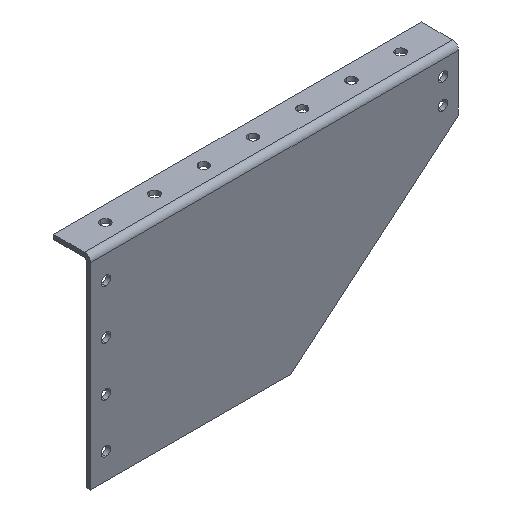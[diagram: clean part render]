
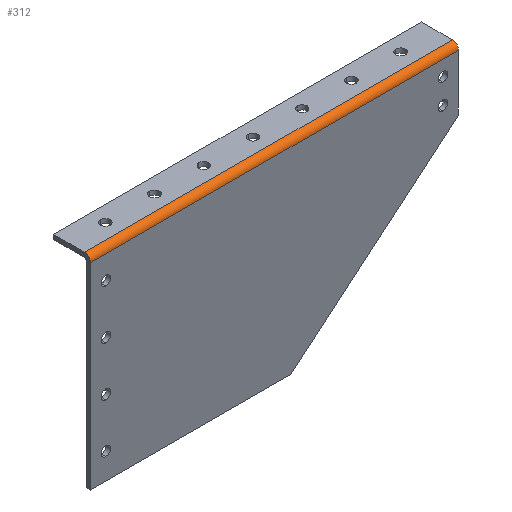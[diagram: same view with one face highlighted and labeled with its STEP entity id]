
A CAD part, isometric view. The second image highlights one B-rep face of the part: STEP entity #312.
In plain terms, the highlighted cylindrical face has radius 3.113 mm (diameter 6.226 mm), a partial arc.
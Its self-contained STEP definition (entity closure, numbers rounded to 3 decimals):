
#24 = DIRECTION ( 'NONE',  ( 0., 0., -1. ) ) ;
#192 = ORIENTED_EDGE ( 'NONE', *, *, #1205, .F. ) ;
#275 = AXIS2_PLACEMENT_3D ( 'NONE', #1033, #485, #1364 ) ;
#312 = ADVANCED_FACE ( 'NONE', ( #912 ), #1371, .T. ) ;
#335 = VERTEX_POINT ( 'NONE', #746 ) ;
#376 = DIRECTION ( 'NONE',  ( 1., 0., 0. ) ) ;
#381 = DIRECTION ( 'NONE',  ( 0., 0., -1. ) ) ;
#396 = CARTESIAN_POINT ( 'NONE',  ( 0., 0.813, 82.977 ) ) ;
#485 = DIRECTION ( 'NONE',  ( 1., 0., 0. ) ) ;
#487 = VERTEX_POINT ( 'NONE', #944 ) ;
#495 = LINE ( 'NONE', #396, #712 ) ;
#502 = DIRECTION ( 'NONE',  ( -1., 0., 0. ) ) ;
#567 = ORIENTED_EDGE ( 'NONE', *, *, #1427, .F. ) ;
#607 = CARTESIAN_POINT ( 'NONE',  ( 106.398, 0.813, 79.864 ) ) ;
#661 = VECTOR ( 'NONE', #502, 1000. ) ;
#668 = EDGE_CURVE ( 'NONE', #335, #1307, #495, .T. ) ;
#682 = ORIENTED_EDGE ( 'NONE', *, *, #773, .F. ) ;
#702 = DIRECTION ( 'NONE',  ( -1., 0., 0. ) ) ;
#712 = VECTOR ( 'NONE', #909, 1000. ) ;
#746 = CARTESIAN_POINT ( 'NONE',  ( -83.459, 0.813, 82.977 ) ) ;
#773 = EDGE_CURVE ( 'NONE', #1307, #1143, #862, .T. ) ;
#820 = CIRCLE ( 'NONE', #907, 3.113 ) ;
#862 = CIRCLE ( 'NONE', #1419, 3.113 ) ;
#872 = CARTESIAN_POINT ( 'NONE',  ( 106.398, 0.813, 82.977 ) ) ;
#880 = CARTESIAN_POINT ( 'NONE',  ( 106.398, -2.3, 79.864 ) ) ;
#907 = AXIS2_PLACEMENT_3D ( 'NONE', #1025, #702, #24 ) ;
#909 = DIRECTION ( 'NONE',  ( 1., 0., 0. ) ) ;
#912 = FACE_OUTER_BOUND ( 'NONE', #1155, .T. ) ;
#944 = CARTESIAN_POINT ( 'NONE',  ( -83.459, -2.3, 79.864 ) ) ;
#952 = ORIENTED_EDGE ( 'NONE', *, *, #668, .F. ) ;
#1025 = CARTESIAN_POINT ( 'NONE',  ( -83.459, 0.813, 79.864 ) ) ;
#1033 = CARTESIAN_POINT ( 'NONE',  ( 106.398, 0.813, 79.864 ) ) ;
#1143 = VERTEX_POINT ( 'NONE', #1148 ) ;
#1148 = CARTESIAN_POINT ( 'NONE',  ( 106.398, -2.3, 79.864 ) ) ;
#1155 = EDGE_LOOP ( 'NONE', ( #192, #682, #952, #567 ) ) ;
#1205 = EDGE_CURVE ( 'NONE', #1143, #487, #1381, .T. ) ;
#1307 = VERTEX_POINT ( 'NONE', #872 ) ;
#1364 = DIRECTION ( 'NONE',  ( 0., 0., 1. ) ) ;
#1371 = CYLINDRICAL_SURFACE ( 'NONE', #275, 3.113 ) ;
#1381 = LINE ( 'NONE', #880, #661 ) ;
#1419 = AXIS2_PLACEMENT_3D ( 'NONE', #607, #376, #381 ) ;
#1427 = EDGE_CURVE ( 'NONE', #487, #335, #820, .T. ) ;
